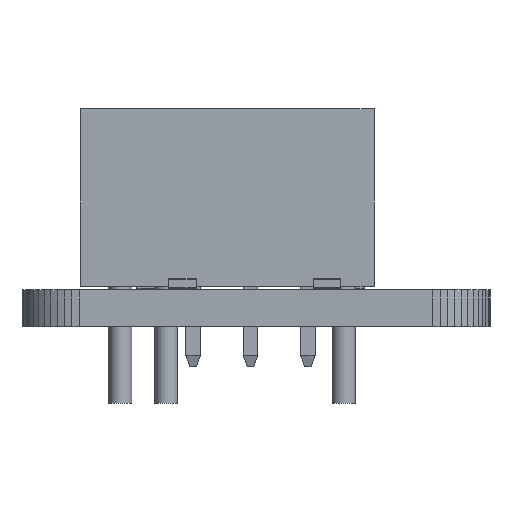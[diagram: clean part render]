
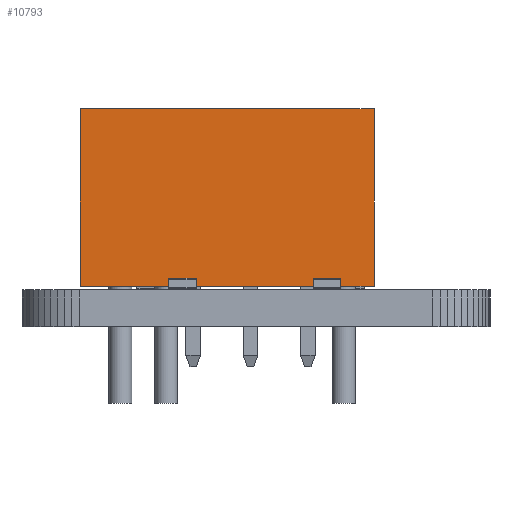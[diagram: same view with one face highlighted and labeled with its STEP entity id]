
A CAD part, left-side view. The second image highlights one B-rep face of the part: STEP entity #10793.
In plain terms, the highlighted face is planar.
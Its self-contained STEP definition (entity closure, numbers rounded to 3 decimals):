
#10793 = ADVANCED_FACE('',(#10794),#10808,.T.);
#10794 = FACE_BOUND('',#10795,.T.);
#10795 = EDGE_LOOP('',(#10796,#10831,#10859,#10887));
#10796 = ORIENTED_EDGE('',*,*,#10797,.T.);
#10797 = EDGE_CURVE('',#10798,#10800,#10802,.T.);
#10798 = VERTEX_POINT('',#10799);
#10799 = CARTESIAN_POINT('',(-11.05,4.7,0.1));
#10800 = VERTEX_POINT('',#10801);
#10801 = CARTESIAN_POINT('',(-11.05,4.7,7.85));
#10802 = SURFACE_CURVE('',#10803,(#10807,#10819),.PCURVE_S1.);
#10803 = LINE('',#10804,#10805);
#10804 = CARTESIAN_POINT('',(-11.05,4.7,0.1));
#10805 = VECTOR('',#10806,1.);
#10806 = DIRECTION('',(0.,0.,1.));
#10807 = PCURVE('',#10808,#10813);
#10808 = PLANE('',#10809);
#10809 = AXIS2_PLACEMENT_3D('',#10810,#10811,#10812);
#10810 = CARTESIAN_POINT('',(-11.05,4.7,0.1));
#10811 = DIRECTION('',(0.,1.,0.));
#10812 = DIRECTION('',(1.,0.,0.));
#10813 = DEFINITIONAL_REPRESENTATION('',(#10814),#10818);
#10814 = LINE('',#10815,#10816);
#10815 = CARTESIAN_POINT('',(0.,0.));
#10816 = VECTOR('',#10817,1.);
#10817 = DIRECTION('',(0.,-1.));
#10818 = ( GEOMETRIC_REPRESENTATION_CONTEXT(2) 
PARAMETRIC_REPRESENTATION_CONTEXT() REPRESENTATION_CONTEXT('2D SPACE',''
  ) );
#10819 = PCURVE('',#10820,#10825);
#10820 = PLANE('',#10821);
#10821 = AXIS2_PLACEMENT_3D('',#10822,#10823,#10824);
#10822 = CARTESIAN_POINT('',(-11.05,-1.1,0.1));
#10823 = DIRECTION('',(-1.,0.,0.));
#10824 = DIRECTION('',(0.,1.,0.));
#10825 = DEFINITIONAL_REPRESENTATION('',(#10826),#10830);
#10826 = LINE('',#10827,#10828);
#10827 = CARTESIAN_POINT('',(5.8,0.));
#10828 = VECTOR('',#10829,1.);
#10829 = DIRECTION('',(0.,-1.));
#10830 = ( GEOMETRIC_REPRESENTATION_CONTEXT(2) 
PARAMETRIC_REPRESENTATION_CONTEXT() REPRESENTATION_CONTEXT('2D SPACE',''
  ) );
#10831 = ORIENTED_EDGE('',*,*,#10832,.T.);
#10832 = EDGE_CURVE('',#10800,#10833,#10835,.T.);
#10833 = VERTEX_POINT('',#10834);
#10834 = CARTESIAN_POINT('',(1.75,4.7,7.85));
#10835 = SURFACE_CURVE('',#10836,(#10840,#10847),.PCURVE_S1.);
#10836 = LINE('',#10837,#10838);
#10837 = CARTESIAN_POINT('',(-11.05,4.7,7.85));
#10838 = VECTOR('',#10839,1.);
#10839 = DIRECTION('',(1.,0.,0.));
#10840 = PCURVE('',#10808,#10841);
#10841 = DEFINITIONAL_REPRESENTATION('',(#10842),#10846);
#10842 = LINE('',#10843,#10844);
#10843 = CARTESIAN_POINT('',(0.,-7.75));
#10844 = VECTOR('',#10845,1.);
#10845 = DIRECTION('',(1.,0.));
#10846 = ( GEOMETRIC_REPRESENTATION_CONTEXT(2) 
PARAMETRIC_REPRESENTATION_CONTEXT() REPRESENTATION_CONTEXT('2D SPACE',''
  ) );
#10847 = PCURVE('',#10848,#10853);
#10848 = PLANE('',#10849);
#10849 = AXIS2_PLACEMENT_3D('',#10850,#10851,#10852);
#10850 = CARTESIAN_POINT('',(-4.65,1.8,7.85));
#10851 = DIRECTION('',(0.,0.,-1.));
#10852 = DIRECTION('',(0.,-1.,0.));
#10853 = DEFINITIONAL_REPRESENTATION('',(#10854),#10858);
#10854 = LINE('',#10855,#10856);
#10855 = CARTESIAN_POINT('',(-2.9,6.4));
#10856 = VECTOR('',#10857,1.);
#10857 = DIRECTION('',(0.,-1.));
#10858 = ( GEOMETRIC_REPRESENTATION_CONTEXT(2) 
PARAMETRIC_REPRESENTATION_CONTEXT() REPRESENTATION_CONTEXT('2D SPACE',''
  ) );
#10859 = ORIENTED_EDGE('',*,*,#10860,.F.);
#10860 = EDGE_CURVE('',#10861,#10833,#10863,.T.);
#10861 = VERTEX_POINT('',#10862);
#10862 = CARTESIAN_POINT('',(1.75,4.7,0.1));
#10863 = SURFACE_CURVE('',#10864,(#10868,#10875),.PCURVE_S1.);
#10864 = LINE('',#10865,#10866);
#10865 = CARTESIAN_POINT('',(1.75,4.7,0.1));
#10866 = VECTOR('',#10867,1.);
#10867 = DIRECTION('',(0.,0.,1.));
#10868 = PCURVE('',#10808,#10869);
#10869 = DEFINITIONAL_REPRESENTATION('',(#10870),#10874);
#10870 = LINE('',#10871,#10872);
#10871 = CARTESIAN_POINT('',(12.8,0.));
#10872 = VECTOR('',#10873,1.);
#10873 = DIRECTION('',(0.,-1.));
#10874 = ( GEOMETRIC_REPRESENTATION_CONTEXT(2) 
PARAMETRIC_REPRESENTATION_CONTEXT() REPRESENTATION_CONTEXT('2D SPACE',''
  ) );
#10875 = PCURVE('',#10876,#10881);
#10876 = PLANE('',#10877);
#10877 = AXIS2_PLACEMENT_3D('',#10878,#10879,#10880);
#10878 = CARTESIAN_POINT('',(1.75,4.7,0.1));
#10879 = DIRECTION('',(1.,0.,0.));
#10880 = DIRECTION('',(0.,-1.,0.));
#10881 = DEFINITIONAL_REPRESENTATION('',(#10882),#10886);
#10882 = LINE('',#10883,#10884);
#10883 = CARTESIAN_POINT('',(0.,0.));
#10884 = VECTOR('',#10885,1.);
#10885 = DIRECTION('',(0.,-1.));
#10886 = ( GEOMETRIC_REPRESENTATION_CONTEXT(2) 
PARAMETRIC_REPRESENTATION_CONTEXT() REPRESENTATION_CONTEXT('2D SPACE',''
  ) );
#10887 = ORIENTED_EDGE('',*,*,#10888,.F.);
#10888 = EDGE_CURVE('',#10798,#10861,#10889,.T.);
#10889 = SURFACE_CURVE('',#10890,(#10894,#10901),.PCURVE_S1.);
#10890 = LINE('',#10891,#10892);
#10891 = CARTESIAN_POINT('',(-11.05,4.7,0.1));
#10892 = VECTOR('',#10893,1.);
#10893 = DIRECTION('',(1.,0.,0.));
#10894 = PCURVE('',#10808,#10895);
#10895 = DEFINITIONAL_REPRESENTATION('',(#10896),#10900);
#10896 = LINE('',#10897,#10898);
#10897 = CARTESIAN_POINT('',(0.,0.));
#10898 = VECTOR('',#10899,1.);
#10899 = DIRECTION('',(1.,0.));
#10900 = ( GEOMETRIC_REPRESENTATION_CONTEXT(2) 
PARAMETRIC_REPRESENTATION_CONTEXT() REPRESENTATION_CONTEXT('2D SPACE',''
  ) );
#10901 = PCURVE('',#10902,#10907);
#10902 = PLANE('',#10903);
#10903 = AXIS2_PLACEMENT_3D('',#10904,#10905,#10906);
#10904 = CARTESIAN_POINT('',(-4.65,1.8,0.1));
#10905 = DIRECTION('',(0.,0.,-1.));
#10906 = DIRECTION('',(0.,-1.,0.));
#10907 = DEFINITIONAL_REPRESENTATION('',(#10908),#10912);
#10908 = LINE('',#10909,#10910);
#10909 = CARTESIAN_POINT('',(-2.9,6.4));
#10910 = VECTOR('',#10911,1.);
#10911 = DIRECTION('',(0.,-1.));
#10912 = ( GEOMETRIC_REPRESENTATION_CONTEXT(2) 
PARAMETRIC_REPRESENTATION_CONTEXT() REPRESENTATION_CONTEXT('2D SPACE',''
  ) );
